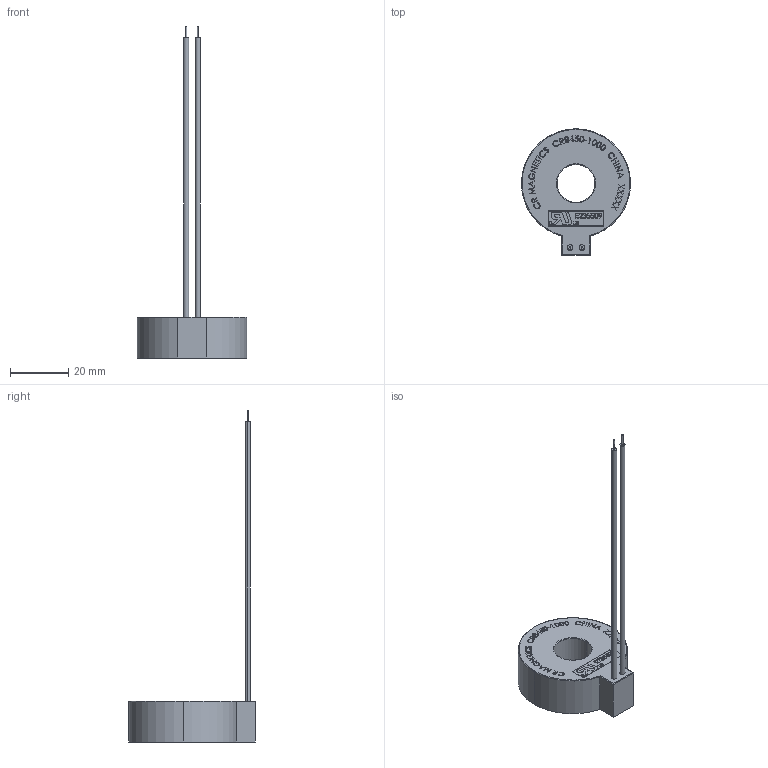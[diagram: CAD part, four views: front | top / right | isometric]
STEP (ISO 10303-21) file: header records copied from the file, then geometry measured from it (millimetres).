
FILE_DESCRIPTION (( 'STEP AP203' ), '1' );
FILE_NAME ('CR8450-1000.STEP', '2023-08-28T14:37:25', ( '' ), ( '' ), 'SwSTEP 2.0', 'SolidWorks 2022', '' );
FILE_SCHEMA (( 'CONFIG_CONTROL_DESIGN' ));
Length unit declared in the file: millimetre
Products named in the file (1): CR8450-1000
Bounding box: 37.5 x 43.4 x 114 mm (x, y, z)
Volume: 14817.4 mm3; surface area: 5564.4 mm2
Topology: 1 solids, 1 shells, 622 faces, 1646 edges, 1092 vertices
Faces by surface type: plane 365, bspline 211, cylinder 36, torus 10
Entity records: 32329 total; most frequent: CARTESIAN_POINT 18206, ORIENTED_EDGE 3292, DIRECTION 2118, EDGE_CURVE 1646, LINE 1138, VECTOR 1138, VERTEX_POINT 1092, EDGE_LOOP 690
